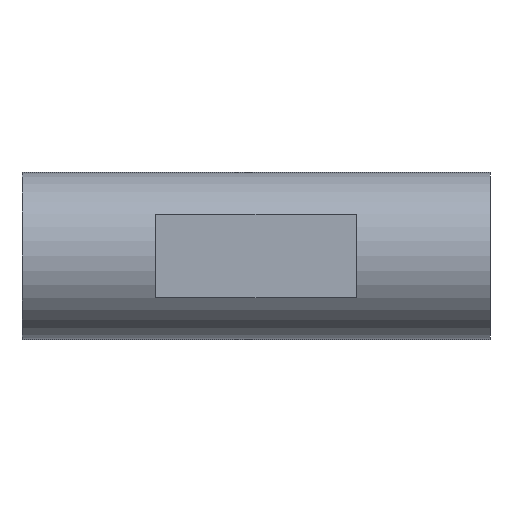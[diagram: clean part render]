
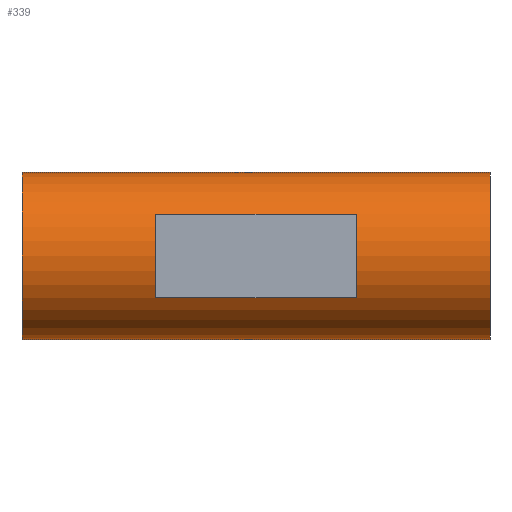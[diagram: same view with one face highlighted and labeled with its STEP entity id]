
A CAD part, left-side view. The second image highlights one B-rep face of the part: STEP entity #339.
In plain terms, the highlighted cylindrical face has radius 5 mm (diameter 10 mm), a partial arc.
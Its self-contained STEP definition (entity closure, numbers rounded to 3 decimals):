
#3 = VECTOR ( 'NONE', #382, 1000. ) ;
#14 = VERTEX_POINT ( 'NONE', #29 ) ;
#15 = DIRECTION ( 'NONE',  ( 0., 0., -1. ) ) ;
#19 = ORIENTED_EDGE ( 'NONE', *, *, #449, .F. ) ;
#20 = CARTESIAN_POINT ( 'NONE',  ( -4.33, 12., -2.5 ) ) ;
#21 = VERTEX_POINT ( 'NONE', #184 ) ;
#24 = EDGE_CURVE ( 'NONE', #228, #82, #256, .T. ) ;
#29 = CARTESIAN_POINT ( 'NONE',  ( 0., -8., 5. ) ) ;
#32 = DIRECTION ( 'NONE',  ( 0., 1., 0. ) ) ;
#34 = DIRECTION ( 'NONE',  ( 0., -1., 0. ) ) ;
#35 = CARTESIAN_POINT ( 'NONE',  ( 0., 20., -5. ) ) ;
#36 = FACE_OUTER_BOUND ( 'NONE', #391, .T. ) ;
#53 = AXIS2_PLACEMENT_3D ( 'NONE', #234, #196, #310 ) ;
#58 = VERTEX_POINT ( 'NONE', #365 ) ;
#59 = EDGE_CURVE ( 'NONE', #398, #21, #71, .T. ) ;
#67 = CARTESIAN_POINT ( 'NONE',  ( 0., 12., 0. ) ) ;
#71 = LINE ( 'NONE', #414, #283 ) ;
#80 = CARTESIAN_POINT ( 'NONE',  ( -4.33, 12., -2.5 ) ) ;
#82 = VERTEX_POINT ( 'NONE', #331 ) ;
#85 = ORIENTED_EDGE ( 'NONE', *, *, #24, .T. ) ;
#86 = AXIS2_PLACEMENT_3D ( 'NONE', #92, #177, #15 ) ;
#92 = CARTESIAN_POINT ( 'NONE',  ( 0., 0., 0. ) ) ;
#93 = AXIS2_PLACEMENT_3D ( 'NONE', #67, #107, #176 ) ;
#95 = CIRCLE ( 'NONE', #53, 5. ) ;
#107 = DIRECTION ( 'NONE',  ( 0., 1., 0. ) ) ;
#109 = DIRECTION ( 'NONE',  ( 0., -1., 0. ) ) ;
#120 = ORIENTED_EDGE ( 'NONE', *, *, #384, .F. ) ;
#133 = VERTEX_POINT ( 'NONE', #371 ) ;
#142 = CYLINDRICAL_SURFACE ( 'NONE', #441, 5. ) ;
#144 = CARTESIAN_POINT ( 'NONE',  ( 0., 12., 0. ) ) ;
#147 = EDGE_CURVE ( 'NONE', #468, #228, #399, .T. ) ;
#152 = DIRECTION ( 'NONE',  ( 0., -1., 0. ) ) ;
#169 = DIRECTION ( 'NONE',  ( 0., -1., 0. ) ) ;
#176 = DIRECTION ( 'NONE',  ( 0., 0., 1. ) ) ;
#177 = DIRECTION ( 'NONE',  ( 0., -1., 0. ) ) ;
#184 = CARTESIAN_POINT ( 'NONE',  ( 0., -8., -5. ) ) ;
#196 = DIRECTION ( 'NONE',  ( 0., -1., 0. ) ) ;
#209 = ORIENTED_EDGE ( 'NONE', *, *, #395, .F. ) ;
#225 = CARTESIAN_POINT ( 'NONE',  ( 0., 12., 5. ) ) ;
#228 = VERTEX_POINT ( 'NONE', #324 ) ;
#232 = LINE ( 'NONE', #225, #3 ) ;
#234 = CARTESIAN_POINT ( 'NONE',  ( 0., -8., 0. ) ) ;
#236 = EDGE_CURVE ( 'NONE', #82, #58, #285, .T. ) ;
#244 = EDGE_CURVE ( 'NONE', #468, #58, #261, .T. ) ;
#256 = LINE ( 'NONE', #301, #478 ) ;
#261 = LINE ( 'NONE', #20, #480 ) ;
#270 = DIRECTION ( 'NONE',  ( 0., 0., -1. ) ) ;
#283 = VECTOR ( 'NONE', #109, 1000. ) ;
#285 = CIRCLE ( 'NONE', #86, 5. ) ;
#295 = CIRCLE ( 'NONE', #490, 5. ) ;
#301 = CARTESIAN_POINT ( 'NONE',  ( -4.33, 12., 2.5 ) ) ;
#310 = DIRECTION ( 'NONE',  ( 0., 0., -1. ) ) ;
#317 = ORIENTED_EDGE ( 'NONE', *, *, #244, .F. ) ;
#324 = CARTESIAN_POINT ( 'NONE',  ( -4.33, 12., 2.5 ) ) ;
#325 = EDGE_LOOP ( 'NONE', ( #85, #421, #317, #346 ) ) ;
#331 = CARTESIAN_POINT ( 'NONE',  ( -4.33, 0., 2.5 ) ) ;
#339 = ADVANCED_FACE ( 'NONE', ( #36, #492 ), #142, .T. ) ;
#341 = DIRECTION ( 'NONE',  ( 0., 0., 1. ) ) ;
#346 = ORIENTED_EDGE ( 'NONE', *, *, #147, .T. ) ;
#365 = CARTESIAN_POINT ( 'NONE',  ( -4.33, 0., -2.5 ) ) ;
#371 = CARTESIAN_POINT ( 'NONE',  ( 0., 20., 5. ) ) ;
#382 = DIRECTION ( 'NONE',  ( 0., -1., 0. ) ) ;
#384 = EDGE_CURVE ( 'NONE', #133, #14, #232, .T. ) ;
#391 = EDGE_LOOP ( 'NONE', ( #120, #209, #445, #19 ) ) ;
#395 = EDGE_CURVE ( 'NONE', #398, #133, #295, .T. ) ;
#398 = VERTEX_POINT ( 'NONE', #35 ) ;
#399 = CIRCLE ( 'NONE', #93, 5. ) ;
#414 = CARTESIAN_POINT ( 'NONE',  ( 0., 12., -5. ) ) ;
#421 = ORIENTED_EDGE ( 'NONE', *, *, #236, .T. ) ;
#441 = AXIS2_PLACEMENT_3D ( 'NONE', #144, #152, #270 ) ;
#445 = ORIENTED_EDGE ( 'NONE', *, *, #59, .T. ) ;
#449 = EDGE_CURVE ( 'NONE', #14, #21, #95, .T. ) ;
#454 = CARTESIAN_POINT ( 'NONE',  ( 0., 20., 0. ) ) ;
#468 = VERTEX_POINT ( 'NONE', #80 ) ;
#478 = VECTOR ( 'NONE', #34, 1000. ) ;
#480 = VECTOR ( 'NONE', #169, 1000. ) ;
#490 = AXIS2_PLACEMENT_3D ( 'NONE', #454, #32, #341 ) ;
#492 = FACE_BOUND ( 'NONE', #325, .T. ) ;
